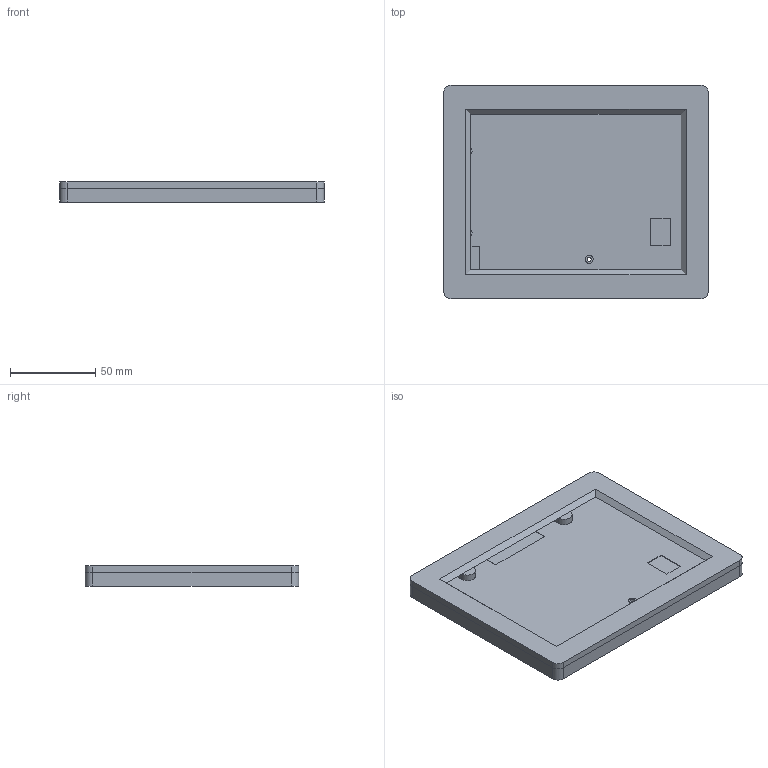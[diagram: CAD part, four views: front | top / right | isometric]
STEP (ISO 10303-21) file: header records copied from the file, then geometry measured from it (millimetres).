
FILE_DESCRIPTION(/* description */ (''),/* implementation_level */ '2;1');
FILE_NAME(/* name */ 'Inkplate_6_Case_v1_5.step',/* time_stamp */ '2020-10-19T20:23:01+02:00',/* author */ (''),/* organization */ (''),/* preprocessor_version */ 'ST-DEVELOPER v18.1',/* originating_system */ 'Autodesk Translation Framework v9.3.0.1241',/* authorisation */ '');
FILE_SCHEMA (('AUTOMOTIVE_DESIGN { 1 0 10303 214 3 1 1 }'));
Length unit declared in the file: millimetre
Products named in the file (3): Inkplate_6_Case_v1_5; Inkplate_6_Case_Top; Inkplate_6_Case_Bottom
Assembly tree (2 placements, depth 2):
  Inkplate_6_Case_v1_5
    Inkplate_6_Case_Top
    Inkplate_6_Case_Bottom
Bounding box: 155.2 x 125.2 x 11.8 mm (x, y, z)
Volume: 56571.6 mm3; surface area: 69359.1 mm2
Topology: 2 solids, 2 shells, 298 faces, 790 edges, 507 vertices
Faces by surface type: plane 214, cylinder 68, cone 16
Full cylindrical faces by diameter (mm): 2 x26, 2.4 x1, 3.5 x4, 4.8 x1, 6.2 x4
Entity records: 9327 total; most frequent: CARTESIAN_POINT 1600, ORIENTED_EDGE 1580, DIRECTION 1544, EDGE_CURVE 790, LINE 642, VECTOR 642, VERTEX_POINT 507, AXIS2_PLACEMENT_3D 451
